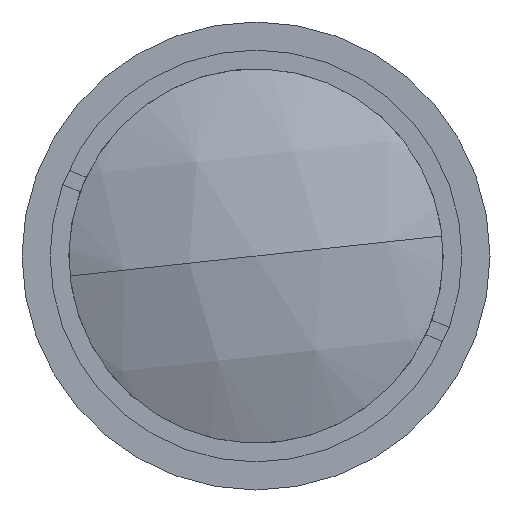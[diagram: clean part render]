
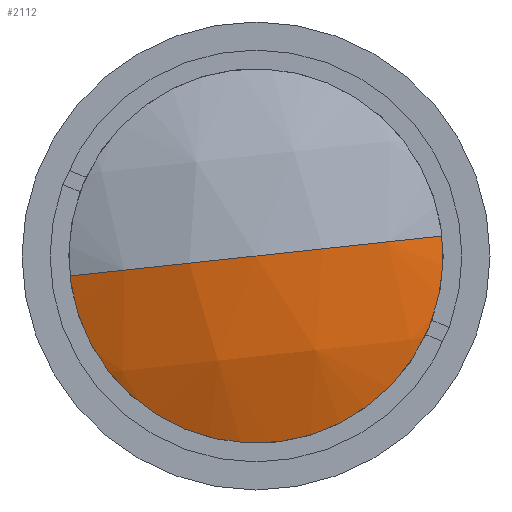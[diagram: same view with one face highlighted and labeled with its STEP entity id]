
A CAD part, left-side view. The second image highlights one B-rep face of the part: STEP entity #2112.
In plain terms, the highlighted spherical face has radius 28.98 mm.
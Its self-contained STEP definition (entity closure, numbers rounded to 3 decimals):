
#108 = AXIS2_PLACEMENT_3D ( 'NONE', #840, #1535, #1650 ) ;
#169 = CARTESIAN_POINT ( 'NONE',  ( 4.331, 12.428, -1.335 ) ) ;
#286 = CIRCLE ( 'NONE', #1419, 12.5 ) ;
#323 = CARTESIAN_POINT ( 'NONE',  ( 30.477, 0., 0. ) ) ;
#401 = DIRECTION ( 'NONE',  ( -1., 0., 0. ) ) ;
#600 = DIRECTION ( 'NONE',  ( 0., -0.107, -0.994 ) ) ;
#670 = CIRCLE ( 'NONE', #1398, 28.98 ) ;
#748 = ORIENTED_EDGE ( 'NONE', *, *, #1030, .T. ) ;
#790 = DIRECTION ( 'NONE',  ( 0., 0.107, 0.994 ) ) ;
#809 = VERTEX_POINT ( 'NONE', #169 ) ;
#818 = CARTESIAN_POINT ( 'NONE',  ( 4.331, -12.428, 1.335 ) ) ;
#840 = CARTESIAN_POINT ( 'NONE',  ( 30.477, 0., 0. ) ) ;
#982 = CARTESIAN_POINT ( 'NONE',  ( 30.477, 0., 0. ) ) ;
#1030 = EDGE_CURVE ( 'NONE', #809, #1551, #286, .T. ) ;
#1140 = DIRECTION ( 'NONE',  ( 0., 0.994, -0.107 ) ) ;
#1187 = EDGE_LOOP ( 'NONE', ( #748, #1672, #1667 ) ) ;
#1224 = DIRECTION ( 'NONE',  ( 0., 0.107, 0.994 ) ) ;
#1308 = DIRECTION ( 'NONE',  ( 0., -0.994, 0.107 ) ) ;
#1398 = AXIS2_PLACEMENT_3D ( 'NONE', #323, #790, #1308 ) ;
#1419 = AXIS2_PLACEMENT_3D ( 'NONE', #1883, #401, #1224 ) ;
#1535 = DIRECTION ( 'NONE',  ( 0., -0.107, -0.994 ) ) ;
#1551 = VERTEX_POINT ( 'NONE', #818 ) ;
#1610 = AXIS2_PLACEMENT_3D ( 'NONE', #982, #600, #1140 ) ;
#1650 = DIRECTION ( 'NONE',  ( 0., 0.994, -0.107 ) ) ;
#1667 = ORIENTED_EDGE ( 'NONE', *, *, #1780, .F. ) ;
#1672 = ORIENTED_EDGE ( 'NONE', *, *, #1744, .T. ) ;
#1744 = EDGE_CURVE ( 'NONE', #1551, #2022, #2249, .T. ) ;
#1780 = EDGE_CURVE ( 'NONE', #809, #2022, #670, .T. ) ;
#1883 = CARTESIAN_POINT ( 'NONE',  ( 4.331, 0., 0. ) ) ;
#1995 = CARTESIAN_POINT ( 'NONE',  ( 1.497, 0., 0. ) ) ;
#2002 = SPHERICAL_SURFACE ( 'NONE', #108, 28.98 ) ;
#2022 = VERTEX_POINT ( 'NONE', #1995 ) ;
#2102 = FACE_OUTER_BOUND ( 'NONE', #1187, .T. ) ;
#2112 = ADVANCED_FACE ( 'NONE', ( #2102 ), #2002, .T. ) ;
#2249 = CIRCLE ( 'NONE', #1610, 28.98 ) ;
